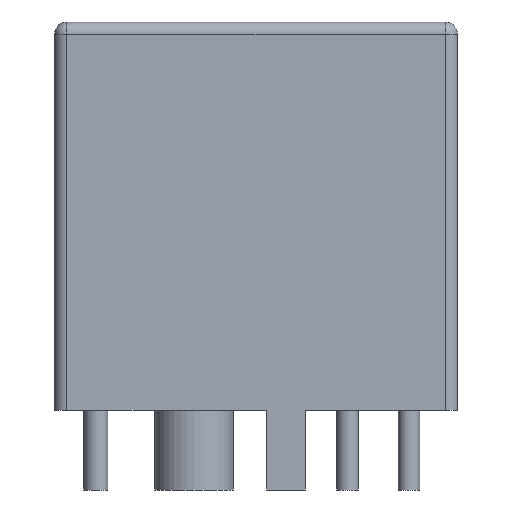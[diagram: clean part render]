
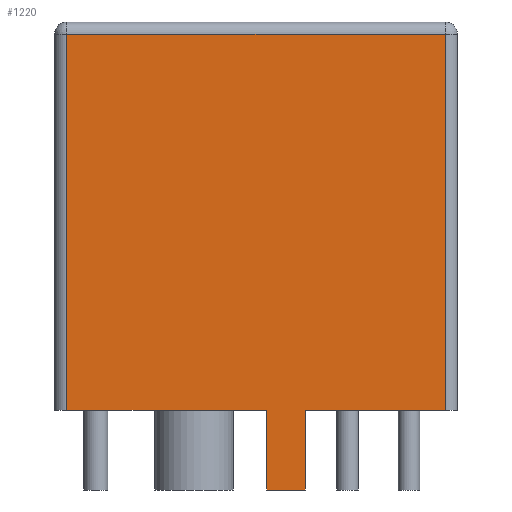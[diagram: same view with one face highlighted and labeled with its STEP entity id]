
A CAD part, left-side view. The second image highlights one B-rep face of the part: STEP entity #1220.
In plain terms, the highlighted planar face has unit normal (-1, 0, 0).
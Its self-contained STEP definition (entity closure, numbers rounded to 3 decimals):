
#49=PLANE('',#1344);
#181=LINE('',#1991,#277);
#183=LINE('',#2007,#279);
#185=LINE('',#2013,#281);
#186=LINE('',#2015,#282);
#187=LINE('',#2017,#283);
#188=LINE('',#2019,#284);
#189=LINE('',#2021,#285);
#190=LINE('',#2022,#286);
#277=VECTOR('',#1584,10.);
#279=VECTOR('',#1608,10.);
#281=VECTOR('',#1614,10.);
#282=VECTOR('',#1615,10.);
#283=VECTOR('',#1616,10.);
#284=VECTOR('',#1617,10.);
#285=VECTOR('',#1618,10.);
#286=VECTOR('',#1619,10.);
#389=FACE_OUTER_BOUND('',#469,.T.);
#469=EDGE_LOOP('',(#1005,#1006,#1007,#1008,#1009,#1010,#1011,#1012));
#643=VERTEX_POINT('',#1988);
#644=VERTEX_POINT('',#1990);
#647=VERTEX_POINT('',#2006);
#649=VERTEX_POINT('',#2012);
#650=VERTEX_POINT('',#2014);
#651=VERTEX_POINT('',#2016);
#652=VERTEX_POINT('',#2018);
#653=VERTEX_POINT('',#2020);
#772=EDGE_CURVE('',#643,#644,#181,.T.);
#780=EDGE_CURVE('',#644,#647,#183,.T.);
#783=EDGE_CURVE('',#649,#643,#185,.T.);
#784=EDGE_CURVE('',#649,#650,#186,.T.);
#785=EDGE_CURVE('',#650,#651,#187,.T.);
#786=EDGE_CURVE('',#652,#651,#188,.T.);
#787=EDGE_CURVE('',#653,#652,#189,.T.);
#788=EDGE_CURVE('',#653,#647,#190,.T.);
#1005=ORIENTED_EDGE('',*,*,#772,.F.);
#1006=ORIENTED_EDGE('',*,*,#783,.F.);
#1007=ORIENTED_EDGE('',*,*,#784,.T.);
#1008=ORIENTED_EDGE('',*,*,#785,.T.);
#1009=ORIENTED_EDGE('',*,*,#786,.F.);
#1010=ORIENTED_EDGE('',*,*,#787,.F.);
#1011=ORIENTED_EDGE('',*,*,#788,.T.);
#1012=ORIENTED_EDGE('',*,*,#780,.F.);
#1220=ADVANCED_FACE('',(#389),#49,.T.);
#1344=AXIS2_PLACEMENT_3D('',#2011,#1612,#1613);
#1584=DIRECTION('',(0.,-1.,0.));
#1608=DIRECTION('',(0.,0.,-1.));
#1612=DIRECTION('center_axis',(-1.,0.,0.));
#1613=DIRECTION('ref_axis',(0.,-1.,0.));
#1614=DIRECTION('',(0.,0.,1.));
#1615=DIRECTION('',(0.,-1.,0.));
#1616=DIRECTION('',(0.,0.,-1.));
#1617=DIRECTION('',(0.,1.,0.));
#1618=DIRECTION('',(0.,0.,-1.));
#1619=DIRECTION('',(0.,-1.,0.));
#1988=CARTESIAN_POINT('',(-7.95,7.825,15.55));
#1990=CARTESIAN_POINT('',(-7.95,-7.825,15.55));
#1991=CARTESIAN_POINT('',(-7.95,4.163,15.55));
#2006=CARTESIAN_POINT('',(-7.95,-7.825,0.));
#2007=CARTESIAN_POINT('',(-7.95,-7.825,0.));
#2011=CARTESIAN_POINT('Origin',(-7.95,8.325,0.));
#2012=CARTESIAN_POINT('',(-7.95,7.825,0.));
#2013=CARTESIAN_POINT('',(-7.95,7.825,0.));
#2014=CARTESIAN_POINT('',(-7.95,-0.435,0.));
#2015=CARTESIAN_POINT('',(-7.95,8.325,0.));
#2016=CARTESIAN_POINT('',(-7.95,-0.435,-3.3));
#2017=CARTESIAN_POINT('',(-7.95,-0.435,0.));
#2018=CARTESIAN_POINT('',(-7.95,-2.035,-3.3));
#2019=CARTESIAN_POINT('',(-7.95,-8.325,-3.3));
#2020=CARTESIAN_POINT('',(-7.95,-2.035,0.));
#2021=CARTESIAN_POINT('',(-7.95,-2.035,0.));
#2022=CARTESIAN_POINT('',(-7.95,8.325,0.));
